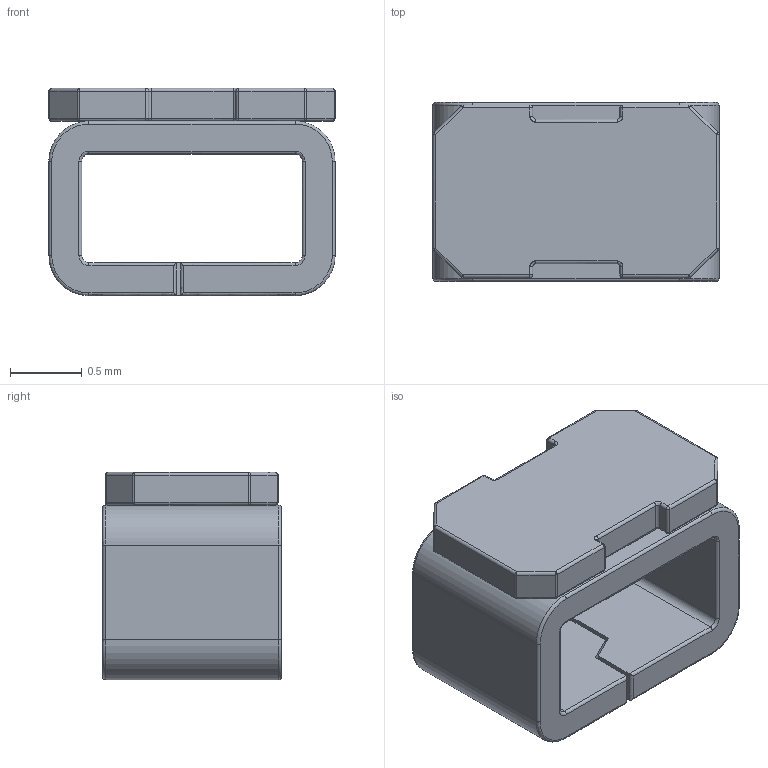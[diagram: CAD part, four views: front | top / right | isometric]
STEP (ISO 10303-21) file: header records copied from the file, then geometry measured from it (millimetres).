
FILE_DESCRIPTION(/* description */ (''),/* implementation_level */ '2;1');
FILE_NAME(/* name */ 'RCT(08~1',/* time_stamp */ '2013-06-16T13:11:03+02:00',/* author */ (''),/* organization */ (''),/* preprocessor_version */ 'ST-DEVELOPER v14',/* originating_system */ '',/* authorisation */ '');
FILE_SCHEMA (('AUTOMOTIVE_DESIGN'));
Length unit declared in the file: millimetre
Products named in the file (1): Document
Bounding box: 2 x 1.25 x 1.45 mm (x, y, z)
Volume: 2 mm3; surface area: 21.7 mm2
Topology: 2 solids, 2 shells, 168 faces, 364 edges, 200 vertices
Faces by surface type: bspline 138, plane 30
Entity records: 9441 total; most frequent: CARTESIAN_POINT 4812, B_SPLINE_CURVE_WITH_KNOTS 878, ORIENTED_EDGE 728, PCURVE 728, DEFINITIONAL_REPRESENTATION 728, SURFACE_CURVE 364, EDGE_CURVE 364, VERTEX_POINT 200
